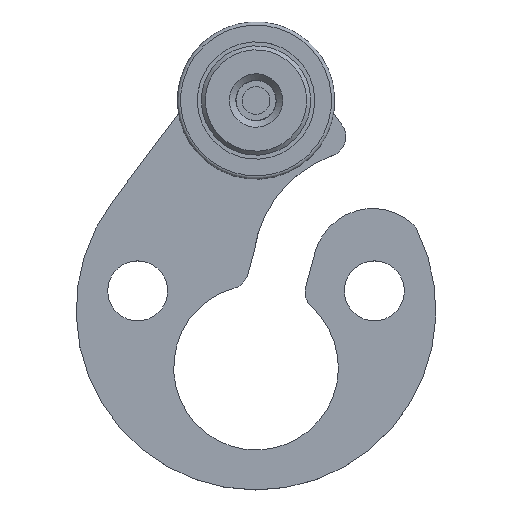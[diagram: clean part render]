
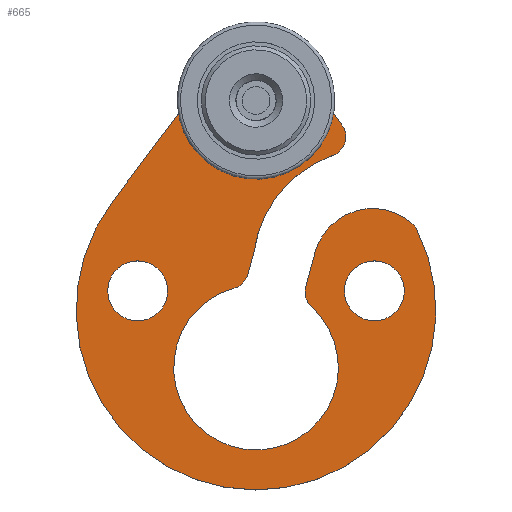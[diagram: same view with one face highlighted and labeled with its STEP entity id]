
A CAD part, top view. The second image highlights one B-rep face of the part: STEP entity #665.
In plain terms, the highlighted planar face has unit normal (0, 0, 1).
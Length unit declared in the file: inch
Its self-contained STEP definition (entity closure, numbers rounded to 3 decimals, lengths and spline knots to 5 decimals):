
#49=LINE('',#1075,#70);
#54=LINE('',#1089,#75);
#59=LINE('',#1107,#80);
#65=LINE('',#1131,#86);
#70=VECTOR('',#835,1.);
#75=VECTOR('',#848,0.39452);
#80=VECTOR('',#867,0.15022);
#86=VECTOR('',#893,0.21968);
#96=PLANE('',#744);
#116=FACE_BOUND('',#221,.T.);
#117=FACE_BOUND('',#222,.T.);
#118=FACE_BOUND('',#223,.T.);
#165=FACE_OUTER_BOUND('',#220,.T.);
#220=EDGE_LOOP('',(#549,#550,#551,#552,#553,#554,#555,#556,#557,#558,#559,
#560,#561));
#221=EDGE_LOOP('',(#562));
#222=EDGE_LOOP('',(#563));
#223=EDGE_LOOP('',(#564));
#284=CIRCLE('',#704,0.1875);
#286=CIRCLE('',#707,0.1875);
#288=CIRCLE('',#710,0.1275);
#290=CIRCLE('',#714,0.375);
#292=CIRCLE('',#718,0.125);
#294=CIRCLE('',#721,0.75);
#296=CIRCLE('',#725,0.125);
#298=CIRCLE('',#728,0.515);
#300=CIRCLE('',#731,0.125);
#302=CIRCLE('',#735,0.375);
#304=CIRCLE('',#738,0.125);
#306=CIRCLE('',#741,1.125);
#338=VERTEX_POINT('',#1058);
#340=VERTEX_POINT('',#1063);
#342=VERTEX_POINT('',#1068);
#344=VERTEX_POINT('',#1073);
#345=VERTEX_POINT('',#1074);
#348=VERTEX_POINT('',#1082);
#350=VERTEX_POINT('',#1088);
#352=VERTEX_POINT('',#1094);
#354=VERTEX_POINT('',#1100);
#356=VERTEX_POINT('',#1106);
#358=VERTEX_POINT('',#1112);
#360=VERTEX_POINT('',#1118);
#362=VERTEX_POINT('',#1124);
#364=VERTEX_POINT('',#1130);
#366=VERTEX_POINT('',#1136);
#368=VERTEX_POINT('',#1142);
#400=EDGE_CURVE('',#338,#338,#284,.T.);
#402=EDGE_CURVE('',#340,#340,#286,.T.);
#404=EDGE_CURVE('',#342,#342,#288,.T.);
#406=EDGE_CURVE('',#344,#345,#49,.T.);
#410=EDGE_CURVE('',#345,#348,#290,.T.);
#413=EDGE_CURVE('',#348,#350,#54,.T.);
#416=EDGE_CURVE('',#350,#352,#292,.T.);
#419=EDGE_CURVE('',#352,#354,#294,.T.);
#422=EDGE_CURVE('',#354,#356,#59,.T.);
#425=EDGE_CURVE('',#356,#358,#296,.T.);
#428=EDGE_CURVE('',#358,#360,#298,.T.);
#431=EDGE_CURVE('',#360,#362,#300,.T.);
#434=EDGE_CURVE('',#362,#364,#65,.T.);
#437=EDGE_CURVE('',#364,#366,#302,.T.);
#440=EDGE_CURVE('',#366,#368,#304,.T.);
#443=EDGE_CURVE('',#368,#344,#306,.T.);
#549=ORIENTED_EDGE('',*,*,#406,.F.);
#550=ORIENTED_EDGE('',*,*,#443,.F.);
#551=ORIENTED_EDGE('',*,*,#440,.F.);
#552=ORIENTED_EDGE('',*,*,#437,.F.);
#553=ORIENTED_EDGE('',*,*,#434,.F.);
#554=ORIENTED_EDGE('',*,*,#431,.F.);
#555=ORIENTED_EDGE('',*,*,#428,.F.);
#556=ORIENTED_EDGE('',*,*,#425,.F.);
#557=ORIENTED_EDGE('',*,*,#422,.F.);
#558=ORIENTED_EDGE('',*,*,#419,.F.);
#559=ORIENTED_EDGE('',*,*,#416,.F.);
#560=ORIENTED_EDGE('',*,*,#413,.F.);
#561=ORIENTED_EDGE('',*,*,#410,.F.);
#562=ORIENTED_EDGE('',*,*,#400,.T.);
#563=ORIENTED_EDGE('',*,*,#402,.T.);
#564=ORIENTED_EDGE('',*,*,#404,.T.);
#665=ADVANCED_FACE('',(#165,#116,#117,#118),#96,.T.);
#704=AXIS2_PLACEMENT_3D('',#1059,#817,#818);
#707=AXIS2_PLACEMENT_3D('',#1064,#823,#824);
#710=AXIS2_PLACEMENT_3D('',#1069,#829,#830);
#714=AXIS2_PLACEMENT_3D('',#1083,#841,#842);
#718=AXIS2_PLACEMENT_3D('',#1095,#853,#854);
#721=AXIS2_PLACEMENT_3D('',#1101,#860,#861);
#725=AXIS2_PLACEMENT_3D('',#1113,#872,#873);
#728=AXIS2_PLACEMENT_3D('',#1119,#879,#880);
#731=AXIS2_PLACEMENT_3D('',#1125,#886,#887);
#735=AXIS2_PLACEMENT_3D('',#1137,#898,#899);
#738=AXIS2_PLACEMENT_3D('',#1143,#905,#906);
#741=AXIS2_PLACEMENT_3D('',#1148,#912,#913);
#744=AXIS2_PLACEMENT_3D('',#1151,#918,#919);
#817=DIRECTION('center_axis',(0.,0.,-1.));
#818=DIRECTION('ref_axis',(-1.,0.,0.));
#823=DIRECTION('center_axis',(0.,0.,-1.));
#824=DIRECTION('ref_axis',(-1.,0.,0.));
#829=DIRECTION('center_axis',(0.,0.,-1.));
#830=DIRECTION('ref_axis',(-1.,0.,0.));
#835=DIRECTION('',(0.6,0.8,0.));
#841=DIRECTION('center_axis',(0.,0.,-1.));
#842=DIRECTION('ref_axis',(0.8,0.6,0.));
#848=DIRECTION('',(0.6,-0.8,0.));
#853=DIRECTION('center_axis',(0.,0.,-1.));
#854=DIRECTION('ref_axis',(0.335,-0.942,0.));
#860=DIRECTION('center_axis',(0.,0.,1.));
#861=DIRECTION('ref_axis',(0.335,-0.942,0.));
#867=DIRECTION('',(-0.259,-0.966,0.));
#872=DIRECTION('center_axis',(0.,0.,-1.));
#873=DIRECTION('ref_axis',(0.268,-0.963,0.));
#879=DIRECTION('center_axis',(0.,0.,1.));
#880=DIRECTION('ref_axis',(0.268,-0.963,0.));
#886=DIRECTION('center_axis',(0.,0.,-1.));
#887=DIRECTION('ref_axis',(-0.966,0.259,0.));
#893=DIRECTION('',(0.259,0.966,0.));
#898=DIRECTION('center_axis',(0.,0.,-1.));
#899=DIRECTION('ref_axis',(0.654,0.757,0.));
#905=DIRECTION('center_axis',(0.,0.,-1.));
#906=DIRECTION('ref_axis',(0.893,0.449,0.));
#912=DIRECTION('center_axis',(0.,0.,-1.));
#913=DIRECTION('ref_axis',(-0.8,0.6,0.));
#918=DIRECTION('center_axis',(0.,0.,1.));
#919=DIRECTION('ref_axis',(1.,0.,0.));
#1058=CARTESIAN_POINT('',(0.9275,-0.13,0.179));
#1059=CARTESIAN_POINT('Origin',(0.74,-0.13,0.179));
#1063=CARTESIAN_POINT('',(-0.5525,-0.13,0.179));
#1064=CARTESIAN_POINT('Origin',(-0.74,-0.13,0.179));
#1068=CARTESIAN_POINT('',(0.1275,1.06,0.179));
#1069=CARTESIAN_POINT('Origin',(0.,1.06,0.179));
#1073=CARTESIAN_POINT('',(-0.9,0.425,0.179));
#1074=CARTESIAN_POINT('',(-0.3,1.225,0.179));
#1075=CARTESIAN_POINT('',(-0.28736,1.24185,0.179));
#1082=CARTESIAN_POINT('',(0.3,1.225,0.179));
#1083=CARTESIAN_POINT('Origin',(0.,1.,0.179));
#1088=CARTESIAN_POINT('',(0.53671,0.90938,0.179));
#1089=CARTESIAN_POINT('',(0.53671,0.90938,0.179));
#1094=CARTESIAN_POINT('',(0.47861,0.71661,0.179));
#1095=CARTESIAN_POINT('Origin',(0.43671,0.83438,0.179));
#1100=CARTESIAN_POINT('',(-0.01199,0.11931,0.179));
#1101=CARTESIAN_POINT('Origin',(0.73,0.01,0.179));
#1106=CARTESIAN_POINT('',(-0.05087,-0.02579,0.179));
#1107=CARTESIAN_POINT('',(-0.05087,-0.02579,0.179));
#1112=CARTESIAN_POINT('',(-0.13809,-0.11386,0.179));
#1113=CARTESIAN_POINT('Origin',(-0.17161,0.00656,0.179));
#1118=CARTESIAN_POINT('',(0.34735,-0.22978,0.179));
#1119=CARTESIAN_POINT('Origin',(0.,-0.61,0.179));
#1124=CARTESIAN_POINT('',(0.31092,-0.10514,0.179));
#1125=CARTESIAN_POINT('Origin',(0.43166,-0.13749,0.179));
#1130=CARTESIAN_POINT('',(0.36778,0.10706,0.179));
#1131=CARTESIAN_POINT('',(0.36778,0.10706,0.179));
#1136=CARTESIAN_POINT('',(0.97517,0.29376,0.179));
#1137=CARTESIAN_POINT('Origin',(0.73,0.01,0.179));
#1142=CARTESIAN_POINT('',(1.00513,0.25532,0.179));
#1143=CARTESIAN_POINT('Origin',(0.89345,0.19917,0.179));
#1148=CARTESIAN_POINT('Origin',(0.,-0.25,0.179));
#1151=CARTESIAN_POINT('Origin',(0.02494,-0.14019,0.179));
